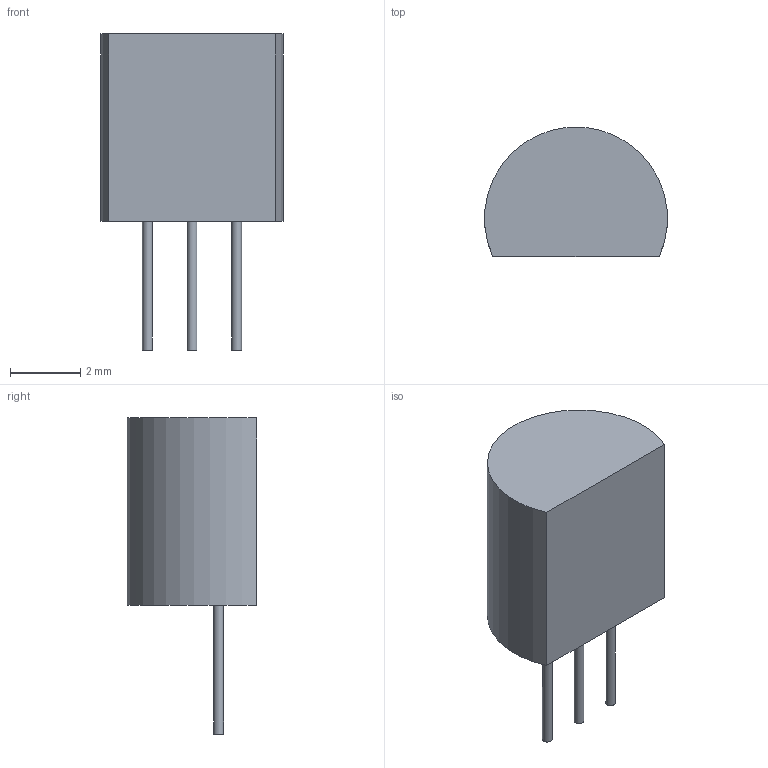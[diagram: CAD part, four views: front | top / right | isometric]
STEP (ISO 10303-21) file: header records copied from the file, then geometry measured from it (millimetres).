
FILE_DESCRIPTION(('STEP AP214'),'1');
FILE_NAME('TO_SA06_ONS','2022-03-22T19:49:56',(''),(''),'','','');
FILE_SCHEMA(('AUTOMOTIVE_DESIGN'));
Length unit declared in the file: millimetre
Products named in the file (1): product
Bounding box: 5.19 x 3.67 x 8.99 mm (x, y, z)
Volume: 86.6 mm3; surface area: 123 mm2
Topology: 4 solids, 4 shells, 13 faces, 15 edges, 10 vertices
Faces by surface type: plane 9, cylinder 4
Full cylindrical faces by diameter (mm): 0.279 x3
Entity records: 308 total; most frequent: DIRECTION 54, CARTESIAN_POINT 35, AXIS2_PLACEMENT_3D 25, ORIENTED_EDGE 24, EDGE_LOOP 16, ADVANCED_FACE 13, FACE_OUTER_BOUND 13, STYLED_ITEM 13
